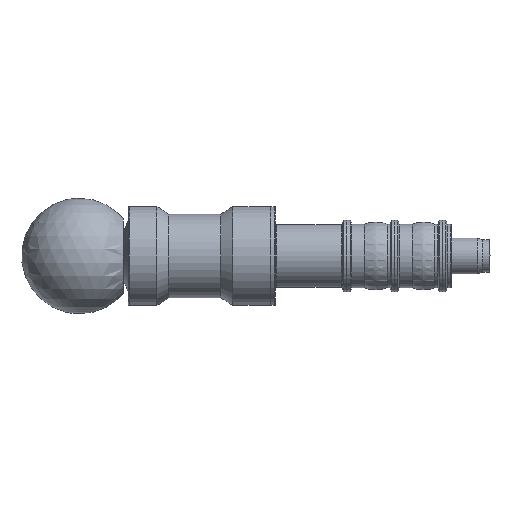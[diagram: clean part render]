
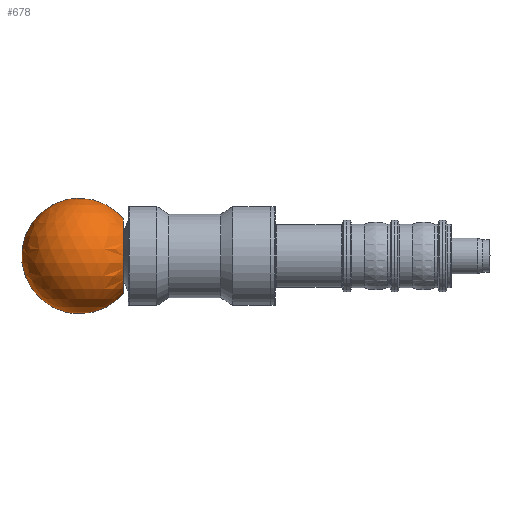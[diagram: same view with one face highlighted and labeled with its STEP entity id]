
A CAD part, left-side view. The second image highlights one B-rep face of the part: STEP entity #678.
In plain terms, the highlighted spherical face has radius 72.5 mm.
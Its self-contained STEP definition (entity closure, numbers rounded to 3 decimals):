
#108=SPHERICAL_SURFACE('',#772,72.5);
#179=FACE_BOUND('',#332,.T.);
#332=EDGE_LOOP('',(#584));
#405=CIRCLE('',#773,46.648);
#454=VERTEX_POINT('',#1243);
#505=EDGE_CURVE('',#454,#454,#405,.T.);
#584=ORIENTED_EDGE('',*,*,#505,.F.);
#678=ADVANCED_FACE('',(#179),#108,.T.);
#772=AXIS2_PLACEMENT_3D('',#1242,#970,#971);
#773=AXIS2_PLACEMENT_3D('',#1244,#972,#973);
#970=DIRECTION('center_axis',(0.,0.,1.));
#971=DIRECTION('ref_axis',(1.,0.,0.));
#972=DIRECTION('center_axis',(0.,-1.,0.));
#973=DIRECTION('ref_axis',(1.,0.,0.));
#1242=CARTESIAN_POINT('Origin',(150.,266.5,0.));
#1243=CARTESIAN_POINT('',(196.648,211.,0.));
#1244=CARTESIAN_POINT('Origin',(150.,211.,0.));
